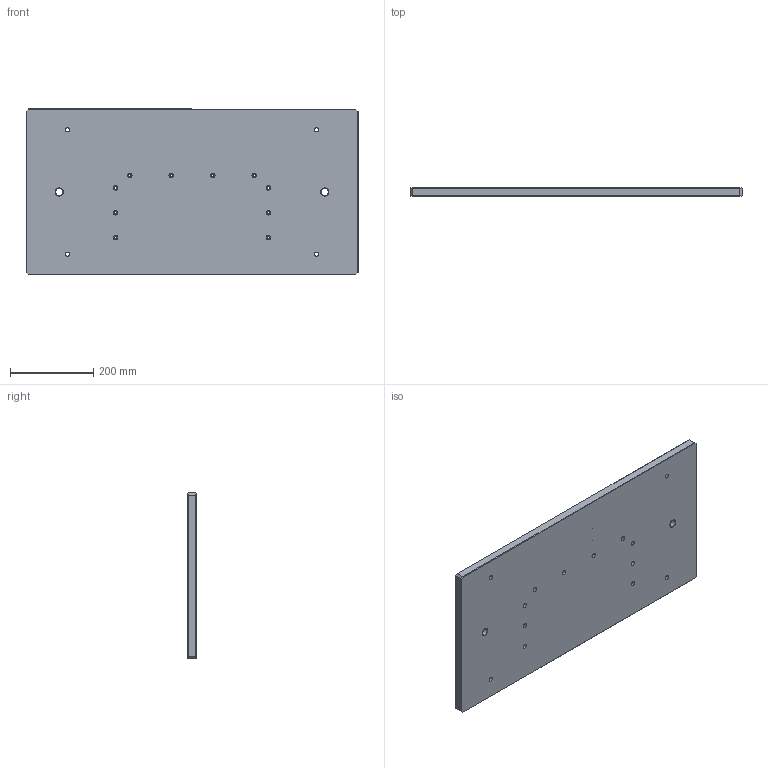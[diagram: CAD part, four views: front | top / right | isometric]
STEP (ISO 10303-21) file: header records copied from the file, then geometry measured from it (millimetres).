
FILE_DESCRIPTION((''),'2;1');
FILE_NAME('50-002019-00101','2020-01-08T18:53:23',('t.kolegar'),('Mechatronic Design & Solutions s.r.o.'),'CREO PARAMETRIC BY PTC INC, 2018020','CREO PARAMETRIC BY PTC INC, 2018020','');
FILE_SCHEMA(('CONFIG_CONTROL_DESIGN'));
Length unit declared in the file: millimetre
Products named in the file (1): 50-002019-00101
Bounding box: 800 x 20 x 400 mm (x, y, z)
Volume: 6357961.3 mm3; surface area: 702379.5 mm2
Topology: 1 solids, 17 shells, 202 faces, 533 edges, 380 vertices
Faces by surface type: cylinder 120, plane 54, cone 28
Entity records: 6139 total; most frequent: DIRECTION 1179, CARTESIAN_POINT 1022, ORIENTED_EDGE 880, EDGE_CURVE 472, AXIS2_PLACEMENT_3D 471, VERTEX_POINT 314, EDGE_LOOP 276, CIRCLE 268
